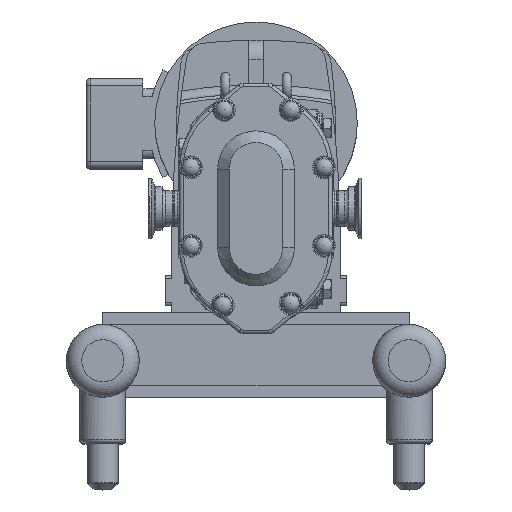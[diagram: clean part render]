
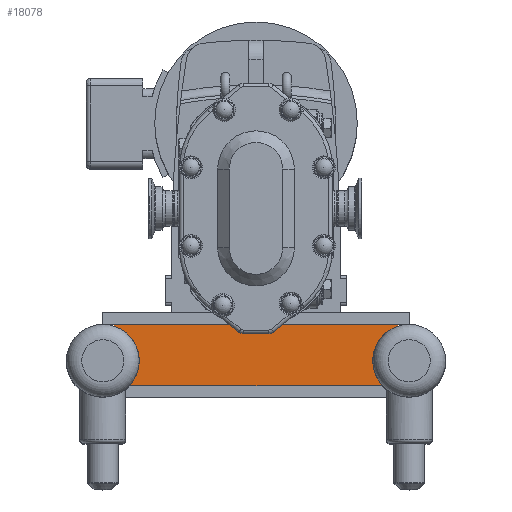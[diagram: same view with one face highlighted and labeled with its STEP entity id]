
A CAD part, top view. The second image highlights one B-rep face of the part: STEP entity #18078.
In plain terms, the highlighted planar face has unit normal (0, 0, 1).
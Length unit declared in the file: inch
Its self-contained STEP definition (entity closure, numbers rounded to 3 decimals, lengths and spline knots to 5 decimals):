
#940=CIRCLE('',#19210,1.19);
#941=CIRCLE('',#19211,1.19);
#2298=FACE_OUTER_BOUND('',#3345,.T.);
#3345=EDGE_LOOP('',(#12093,#12094,#12095,#12096,#12097,#12098));
#4488=LINE('',#27215,#5846);
#4492=LINE('',#27228,#5850);
#4493=LINE('',#27232,#5851);
#4494=LINE('',#27235,#5852);
#5846=VECTOR('',#21496,0.3937);
#5850=VECTOR('',#21504,0.3937);
#5851=VECTOR('',#21507,0.3937);
#5852=VECTOR('',#21510,0.3937);
#7243=VERTEX_POINT('',#27208);
#7245=VERTEX_POINT('',#27213);
#7249=VERTEX_POINT('',#27227);
#7250=VERTEX_POINT('',#27229);
#7251=VERTEX_POINT('',#27231);
#7252=VERTEX_POINT('',#27233);
#9163=EDGE_CURVE('',#7243,#7245,#4488,.T.);
#9168=EDGE_CURVE('',#7245,#7249,#4492,.T.);
#9169=EDGE_CURVE('',#7249,#7250,#940,.T.);
#9170=EDGE_CURVE('',#7250,#7251,#4493,.T.);
#9171=EDGE_CURVE('',#7251,#7252,#941,.T.);
#9172=EDGE_CURVE('',#7252,#7243,#4494,.T.);
#12093=ORIENTED_EDGE('',*,*,#9163,.T.);
#12094=ORIENTED_EDGE('',*,*,#9168,.T.);
#12095=ORIENTED_EDGE('',*,*,#9169,.T.);
#12096=ORIENTED_EDGE('',*,*,#9170,.T.);
#12097=ORIENTED_EDGE('',*,*,#9171,.T.);
#12098=ORIENTED_EDGE('',*,*,#9172,.T.);
#17542=PLANE('',#19209);
#18078=ADVANCED_FACE('',(#2298),#17542,.T.);
#19209=AXIS2_PLACEMENT_3D('',#27226,#21502,#21503);
#19210=AXIS2_PLACEMENT_3D('',#27230,#21505,#21506);
#19211=AXIS2_PLACEMENT_3D('',#27234,#21508,#21509);
#21496=DIRECTION('',(-1.,0.,0.));
#21502=DIRECTION('center_axis',(0.,0.,
1.));
#21503=DIRECTION('ref_axis',(1.,0.,0.));
#21504=DIRECTION('',(0.,-1.,0.));
#21505=DIRECTION('center_axis',(0.,0.,
-1.));
#21506=DIRECTION('ref_axis',(0.733,-0.681,0.));
#21507=DIRECTION('',(1.,0.,0.));
#21508=DIRECTION('center_axis',(0.,0.,
-1.));
#21509=DIRECTION('ref_axis',(-0.311,0.95,0.));
#21510=DIRECTION('',(0.,1.,0.));
#27208=CARTESIAN_POINT('',(4.63,-3.7815,-4.711));
#27213=CARTESIAN_POINT('',(-4.62,-3.7815,-4.711));
#27215=CARTESIAN_POINT('',(0.00161,-3.7815,-4.711));
#27226=CARTESIAN_POINT('Origin',(0.00321,-4.71672,
-4.711));
#27227=CARTESIAN_POINT('',(-4.62,-3.8413,-4.711));
#27228=CARTESIAN_POINT('',(-4.62,-3.8413,-4.711));
#27229=CARTESIAN_POINT('',(-4.12822,-5.779,-4.711));
#27230=CARTESIAN_POINT('Origin',(-5.,-4.969,-4.711));
#27231=CARTESIAN_POINT('',(4.12822,-5.779,-4.711));
#27232=CARTESIAN_POINT('',(4.12822,-5.779,-4.711));
#27233=CARTESIAN_POINT('',(4.63,-3.83798,-4.711));
#27234=CARTESIAN_POINT('Origin',(5.,-4.969,-4.711));
#27235=CARTESIAN_POINT('',(4.63,-3.779,-4.711));
